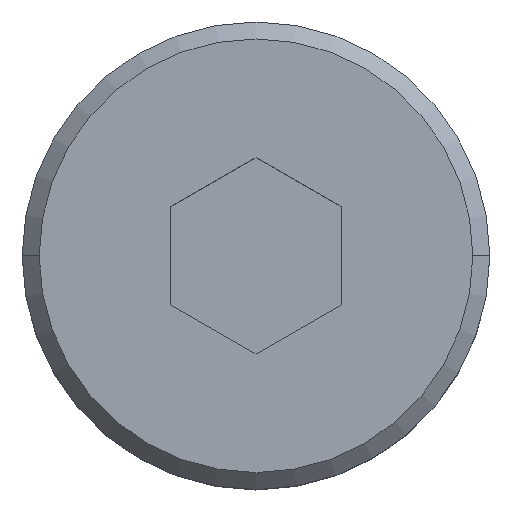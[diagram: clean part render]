
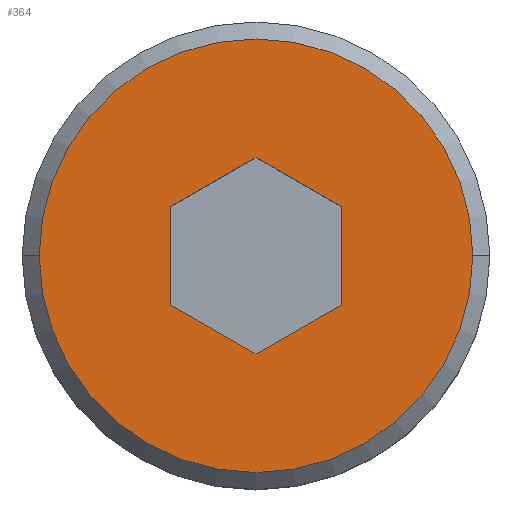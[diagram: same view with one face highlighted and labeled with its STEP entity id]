
A CAD part, top view. The second image highlights one B-rep face of the part: STEP entity #364.
In plain terms, the highlighted planar face has unit normal (0, 0, 1).
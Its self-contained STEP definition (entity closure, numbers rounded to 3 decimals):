
#3 = EDGE_CURVE ( 'NONE', #296, #503, #289, .T. ) ;
#22 = CARTESIAN_POINT ( 'NONE',  ( 0., 1.155, 3. ) ) ;
#24 = EDGE_CURVE ( 'NONE', #366, #137, #170, .T. ) ;
#34 = VECTOR ( 'NONE', #377, 1000. ) ;
#39 = EDGE_CURVE ( 'NONE', #137, #366, #549, .T. ) ;
#46 = EDGE_CURVE ( 'NONE', #434, #233, #83, .T. ) ;
#83 = LINE ( 'NONE', #260, #182 ) ;
#91 = VERTEX_POINT ( 'NONE', #481 ) ;
#95 = VECTOR ( 'NONE', #510, 1000. ) ;
#109 = VERTEX_POINT ( 'NONE', #228 ) ;
#111 = DIRECTION ( 'NONE',  ( 1., 0., 0. ) ) ;
#119 = VECTOR ( 'NONE', #416, 1000. ) ;
#123 = EDGE_CURVE ( 'NONE', #503, #109, #520, .T. ) ;
#129 = AXIS2_PLACEMENT_3D ( 'NONE', #494, #541, #111 ) ;
#133 = DIRECTION ( 'NONE',  ( 0., 0., 1. ) ) ;
#137 = VERTEX_POINT ( 'NONE', #303 ) ;
#160 = AXIS2_PLACEMENT_3D ( 'NONE', #433, #133, #508 ) ;
#170 = CIRCLE ( 'NONE', #160, 2.55 ) ;
#177 = LINE ( 'NONE', #512, #394 ) ;
#182 = VECTOR ( 'NONE', #301, 1000. ) ;
#206 = CARTESIAN_POINT ( 'NONE',  ( 0., -1.155, 3. ) ) ;
#212 = LINE ( 'NONE', #255, #119 ) ;
#218 = CARTESIAN_POINT ( 'NONE',  ( 0., 0., 3. ) ) ;
#220 = CARTESIAN_POINT ( 'NONE',  ( -1., 0.577, 3. ) ) ;
#228 = CARTESIAN_POINT ( 'NONE',  ( -1., -0.577, 3. ) ) ;
#233 = VERTEX_POINT ( 'NONE', #359 ) ;
#255 = CARTESIAN_POINT ( 'NONE',  ( -1., -0.577, 3. ) ) ;
#260 = CARTESIAN_POINT ( 'NONE',  ( 0., -1.155, 3. ) ) ;
#280 = VECTOR ( 'NONE', #388, 1000. ) ;
#287 = ORIENTED_EDGE ( 'NONE', *, *, #519, .F. ) ;
#288 = FACE_OUTER_BOUND ( 'NONE', #490, .T. ) ;
#289 = LINE ( 'NONE', #22, #34 ) ;
#296 = VERTEX_POINT ( 'NONE', #534 ) ;
#301 = DIRECTION ( 'NONE',  ( 0.866, 0.5, 0. ) ) ;
#303 = CARTESIAN_POINT ( 'NONE',  ( 2.55, 0., 3. ) ) ;
#304 = DIRECTION ( 'NONE',  ( -0.866, 0.5, 0. ) ) ;
#306 = DIRECTION ( 'NONE',  ( 1., 0., 0. ) ) ;
#313 = DIRECTION ( 'NONE',  ( 0., 0., 1. ) ) ;
#318 = AXIS2_PLACEMENT_3D ( 'NONE', #218, #313, #306 ) ;
#347 = CARTESIAN_POINT ( 'NONE',  ( -1., 0.577, 3. ) ) ;
#354 = ORIENTED_EDGE ( 'NONE', *, *, #403, .F. ) ;
#359 = CARTESIAN_POINT ( 'NONE',  ( 1., -0.577, 3. ) ) ;
#361 = ORIENTED_EDGE ( 'NONE', *, *, #46, .F. ) ;
#364 = ADVANCED_FACE ( 'NONE', ( #288, #460 ), #454, .T. ) ;
#366 = VERTEX_POINT ( 'NONE', #414 ) ;
#377 = DIRECTION ( 'NONE',  ( -0.866, -0.5, 0. ) ) ;
#388 = DIRECTION ( 'NONE',  ( 0., -1., 0. ) ) ;
#390 = ORIENTED_EDGE ( 'NONE', *, *, #123, .F. ) ;
#394 = VECTOR ( 'NONE', #304, 1000. ) ;
#403 = EDGE_CURVE ( 'NONE', #109, #434, #212, .T. ) ;
#414 = CARTESIAN_POINT ( 'NONE',  ( -2.55, 0., 3. ) ) ;
#416 = DIRECTION ( 'NONE',  ( 0.866, -0.5, 0. ) ) ;
#433 = CARTESIAN_POINT ( 'NONE',  ( 0., 0., 3. ) ) ;
#434 = VERTEX_POINT ( 'NONE', #206 ) ;
#454 = PLANE ( 'NONE',  #129 ) ;
#458 = EDGE_CURVE ( 'NONE', #233, #91, #561, .T. ) ;
#459 = ORIENTED_EDGE ( 'NONE', *, *, #3, .F. ) ;
#460 = FACE_BOUND ( 'NONE', #509, .T. ) ;
#477 = CARTESIAN_POINT ( 'NONE',  ( 1., -0.577, 3. ) ) ;
#481 = CARTESIAN_POINT ( 'NONE',  ( 1., 0.577, 3. ) ) ;
#488 = ORIENTED_EDGE ( 'NONE', *, *, #24, .T. ) ;
#490 = EDGE_LOOP ( 'NONE', ( #488, #544 ) ) ;
#494 = CARTESIAN_POINT ( 'NONE',  ( 0., 0., 3. ) ) ;
#503 = VERTEX_POINT ( 'NONE', #220 ) ;
#508 = DIRECTION ( 'NONE',  ( 1., 0., 0. ) ) ;
#509 = EDGE_LOOP ( 'NONE', ( #287, #531, #361, #354, #390, #459 ) ) ;
#510 = DIRECTION ( 'NONE',  ( 0., 1., 0. ) ) ;
#512 = CARTESIAN_POINT ( 'NONE',  ( 1., 0.577, 3. ) ) ;
#519 = EDGE_CURVE ( 'NONE', #91, #296, #177, .T. ) ;
#520 = LINE ( 'NONE', #347, #280 ) ;
#531 = ORIENTED_EDGE ( 'NONE', *, *, #458, .F. ) ;
#534 = CARTESIAN_POINT ( 'NONE',  ( 0., 1.155, 3. ) ) ;
#541 = DIRECTION ( 'NONE',  ( 0., 0., 1. ) ) ;
#544 = ORIENTED_EDGE ( 'NONE', *, *, #39, .T. ) ;
#549 = CIRCLE ( 'NONE', #318, 2.55 ) ;
#561 = LINE ( 'NONE', #477, #95 ) ;
